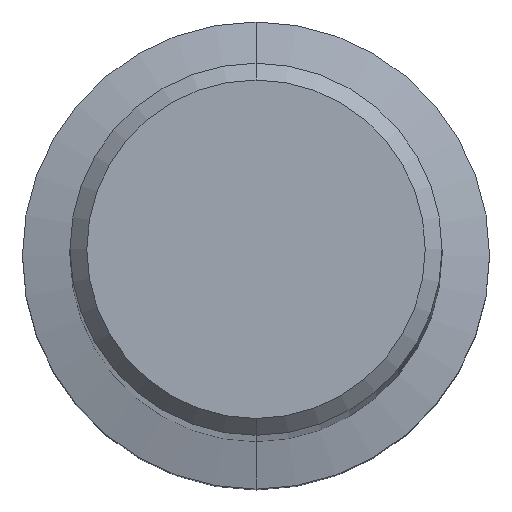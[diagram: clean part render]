
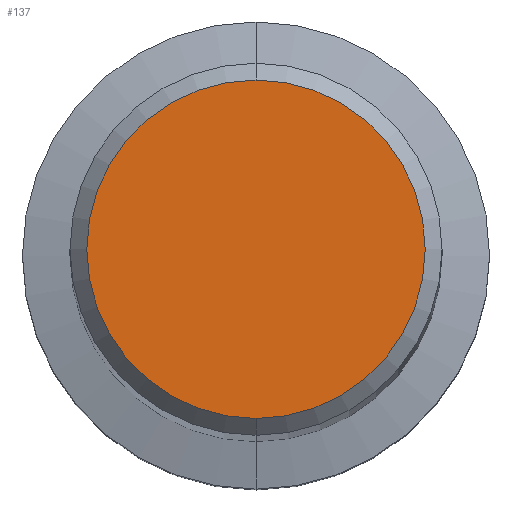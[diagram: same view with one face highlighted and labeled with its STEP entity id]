
A CAD part, top view. The second image highlights one B-rep face of the part: STEP entity #137.
In plain terms, the highlighted planar face has unit normal (0, 0, 1).
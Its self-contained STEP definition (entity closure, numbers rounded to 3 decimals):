
#131=VERTEX_POINT('',#332);
#137=ADVANCED_FACE('',(#338),#339,.T.);
#193=EDGE_CURVE('',#131,#229,#402,.T.);
#229=VERTEX_POINT('',#441);
#239=EDGE_CURVE('',#229,#131,#451,.T.);
#332=CARTESIAN_POINT('',(0.,-8.05,0.0));
#338=FACE_OUTER_BOUND('',#555,.T.);
#339=PLANE('',#556);
#402=CIRCLE('',#635,8.05);
#441=CARTESIAN_POINT('',(0.0,8.05,0.0));
#451=CIRCLE('',#698,8.05);
#555=EDGE_LOOP('',(#817,#818));
#556=AXIS2_PLACEMENT_3D('',#819,#820,#821);
#635=AXIS2_PLACEMENT_3D('',#898,#899,#900);
#698=AXIS2_PLACEMENT_3D('',#944,#945,#946);
#817=ORIENTED_EDGE('',*,*,#239,.F.);
#818=ORIENTED_EDGE('',*,*,#193,.F.);
#819=CARTESIAN_POINT('',(0.0,4.025,0.0));
#820=DIRECTION('',(-0.0,0.0,1.0));
#821=DIRECTION('',(0.0,-1.0,0.0));
#898=CARTESIAN_POINT('',(0.0,0.0,0.0));
#899=DIRECTION('',(0.0,0.0,-1.0));
#900=DIRECTION('',(0.0,1.0,0.0));
#944=CARTESIAN_POINT('',(0.0,0.0,0.0));
#945=DIRECTION('',(0.0,0.0,-1.0));
#946=DIRECTION('',(0.0,1.0,0.0));
